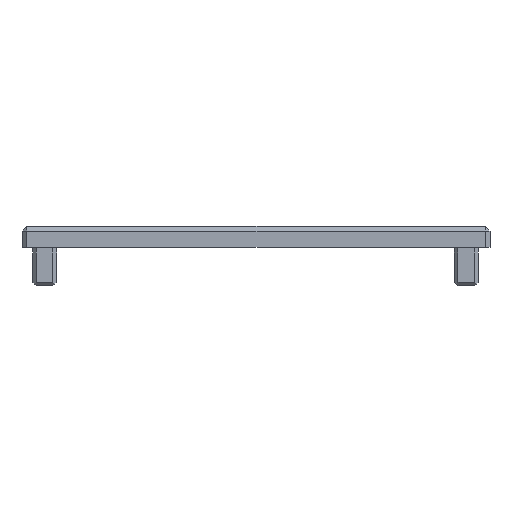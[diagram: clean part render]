
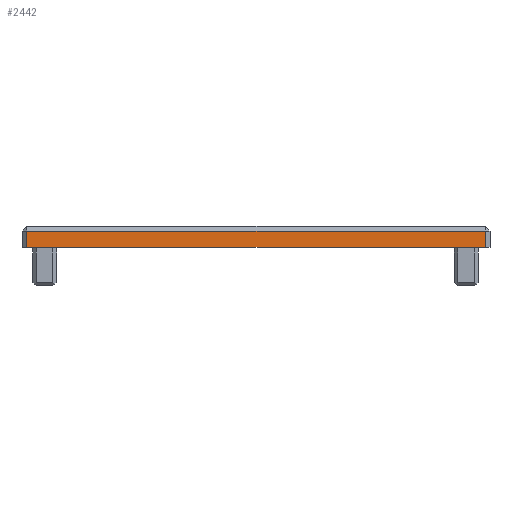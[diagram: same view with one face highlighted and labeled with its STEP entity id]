
A CAD part, front view. The second image highlights one B-rep face of the part: STEP entity #2442.
In plain terms, the highlighted planar face has unit normal (0, -1, 0).
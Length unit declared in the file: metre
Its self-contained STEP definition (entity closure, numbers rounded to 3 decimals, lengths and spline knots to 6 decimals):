
#276=ORIENTED_EDGE('',*,*,#910,.T.);
#277=ORIENTED_EDGE('',*,*,#911,.T.);
#278=ORIENTED_EDGE('',*,*,#912,.T.);
#279=ORIENTED_EDGE('',*,*,#913,.T.);
#910=EDGE_CURVE('',#1208,#1209,#1429,.T.);
#911=EDGE_CURVE('',#1209,#1210,#1430,.T.);
#912=EDGE_CURVE('',#1210,#1211,#1431,.T.);
#913=EDGE_CURVE('',#1211,#1208,#1432,.T.);
#1208=VERTEX_POINT('',#4388);
#1209=VERTEX_POINT('',#4389);
#1210=VERTEX_POINT('',#4391);
#1211=VERTEX_POINT('',#4393);
#1429=LINE('',#4387,#1717);
#1430=LINE('',#4390,#1718);
#1431=LINE('',#4392,#1719);
#1432=LINE('',#4394,#1720);
#1717=VECTOR('',#3715,1.);
#1718=VECTOR('',#3716,1.);
#1719=VECTOR('',#3717,1.);
#1720=VECTOR('',#3718,1.);
#1941=EDGE_LOOP('',(#276,#277,#278,#279));
#2082=FACE_BOUND('',#1941,.T.);
#2205=PLANE('',#3340);
#2442=ADVANCED_FACE('Face appearance 20',(#2082),#2205,.F.);
#3340=AXIS2_PLACEMENT_3D('',#4386,#3713,#3714);
#3713=DIRECTION('',(0.,1.,0.));
#3714=DIRECTION('',(0.,0.,1.));
#3715=DIRECTION('',(1.,0.,0.));
#3716=DIRECTION('',(0.,0.,1.));
#3717=DIRECTION('',(-1.,0.,0.));
#3718=DIRECTION('',(0.,0.,-1.));
#4386=CARTESIAN_POINT('',(0.114884,-0.135077,0.036));
#4387=CARTESIAN_POINT('',(0.114884,-0.135077,0.033));
#4388=CARTESIAN_POINT('',(0.082717,-0.135077,0.033));
#4389=CARTESIAN_POINT('',(0.14705,-0.135077,0.033));
#4390=CARTESIAN_POINT('',(0.14705,-0.135077,0.036));
#4391=CARTESIAN_POINT('',(0.14705,-0.135077,0.0353));
#4392=CARTESIAN_POINT('',(0.082017,-0.135077,0.0353));
#4393=CARTESIAN_POINT('',(0.082717,-0.135077,0.0353));
#4394=CARTESIAN_POINT('',(0.082717,-0.135077,0.033));
